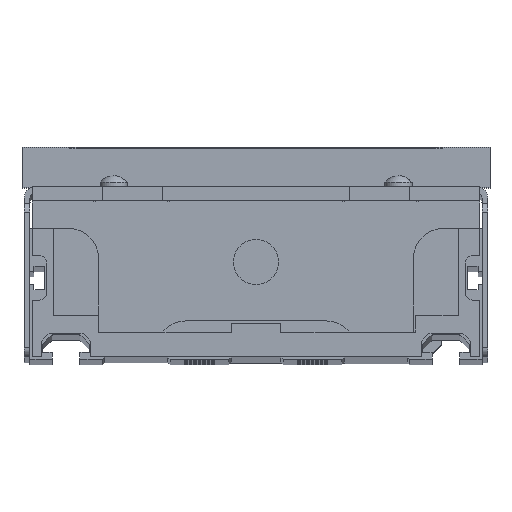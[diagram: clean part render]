
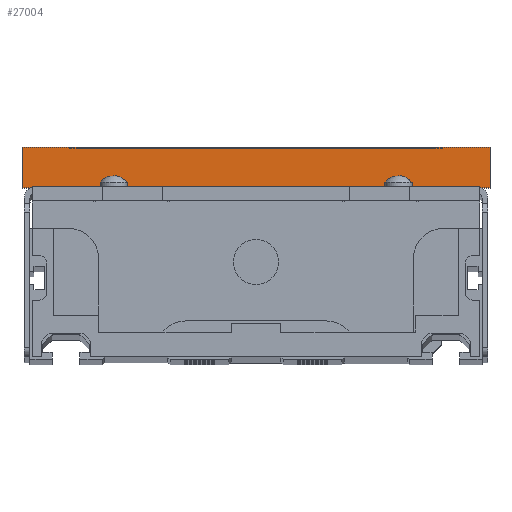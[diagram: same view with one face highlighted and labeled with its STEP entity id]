
A CAD part, top view. The second image highlights one B-rep face of the part: STEP entity #27004.
In plain terms, the highlighted planar face has unit normal (0, 0, 1).
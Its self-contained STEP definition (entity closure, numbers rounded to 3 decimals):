
#413 = CARTESIAN_POINT ( 'NONE',  ( -51.75, 17.5, 90. ) ) ;
#518 = LINE ( 'NONE', #29427, #27747 ) ;
#662 = VERTEX_POINT ( 'NONE', #2906 ) ;
#1146 = EDGE_CURVE ( 'NONE', #21549, #16643, #518, .T. ) ;
#1747 = DIRECTION ( 'NONE',  ( 0., 0., 1. ) ) ;
#2906 = CARTESIAN_POINT ( 'NONE',  ( -51.75, 26.5, 90. ) ) ;
#3550 = EDGE_CURVE ( 'NONE', #22155, #21549, #7064, .T. ) ;
#3716 = ORIENTED_EDGE ( 'NONE', *, *, #22795, .F. ) ;
#4559 = CARTESIAN_POINT ( 'NONE',  ( -51.75, 17.5, 90. ) ) ;
#6551 = CARTESIAN_POINT ( 'NONE',  ( -51.75, 17.5, 90. ) ) ;
#6572 = VECTOR ( 'NONE', #28070, 1000. ) ;
#6816 = CARTESIAN_POINT ( 'NONE',  ( -51.75, 26.5, 90. ) ) ;
#7064 = LINE ( 'NONE', #16667, #10000 ) ;
#9267 = ORIENTED_EDGE ( 'NONE', *, *, #3550, .T. ) ;
#10000 = VECTOR ( 'NONE', #23720, 1000. ) ;
#10758 = VECTOR ( 'NONE', #21592, 1000. ) ;
#10965 = AXIS2_PLACEMENT_3D ( 'NONE', #4559, #1747, #28142 ) ;
#11658 = CARTESIAN_POINT ( 'NONE',  ( 51.75, 17.5, 90. ) ) ;
#11835 = LINE ( 'NONE', #6816, #10758 ) ;
#12312 = DIRECTION ( 'NONE',  ( 0., 1., 0. ) ) ;
#13559 = CARTESIAN_POINT ( 'NONE',  ( 51.75, 26.5, 90. ) ) ;
#13852 = FACE_OUTER_BOUND ( 'NONE', #29815, .T. ) ;
#15974 = ORIENTED_EDGE ( 'NONE', *, *, #1146, .T. ) ;
#16643 = VERTEX_POINT ( 'NONE', #13559 ) ;
#16667 = CARTESIAN_POINT ( 'NONE',  ( -51.75, 17.5, 90. ) ) ;
#18014 = EDGE_CURVE ( 'NONE', #22155, #662, #18658, .T. ) ;
#18658 = LINE ( 'NONE', #6551, #6572 ) ;
#21549 = VERTEX_POINT ( 'NONE', #11658 ) ;
#21592 = DIRECTION ( 'NONE',  ( 1., 0., 0. ) ) ;
#22155 = VERTEX_POINT ( 'NONE', #413 ) ;
#22795 = EDGE_CURVE ( 'NONE', #662, #16643, #11835, .T. ) ;
#23720 = DIRECTION ( 'NONE',  ( 1., 0., 0. ) ) ;
#24865 = ORIENTED_EDGE ( 'NONE', *, *, #18014, .F. ) ;
#26104 = PLANE ( 'NONE',  #10965 ) ;
#27004 = ADVANCED_FACE ( 'NONE', ( #13852 ), #26104, .T. ) ;
#27747 = VECTOR ( 'NONE', #12312, 1000. ) ;
#28070 = DIRECTION ( 'NONE',  ( 0., 1., 0. ) ) ;
#28142 = DIRECTION ( 'NONE',  ( 1., 0., 0. ) ) ;
#29427 = CARTESIAN_POINT ( 'NONE',  ( 51.75, 17.5, 90. ) ) ;
#29815 = EDGE_LOOP ( 'NONE', ( #3716, #24865, #9267, #15974 ) ) ;
